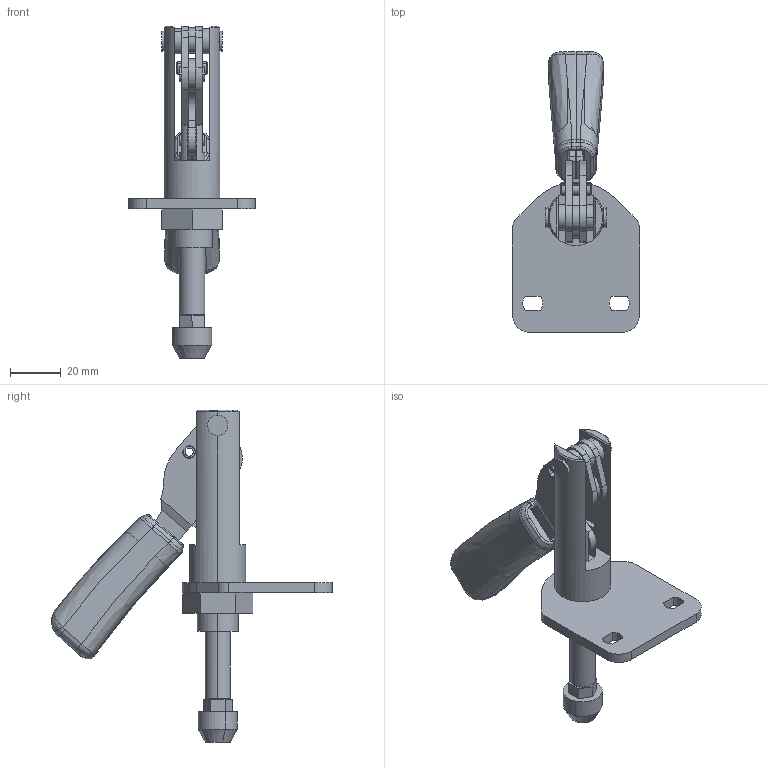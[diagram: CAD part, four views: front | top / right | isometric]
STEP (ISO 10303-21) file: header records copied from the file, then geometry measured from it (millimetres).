
FILE_DESCRIPTION (( 'STEP AP214' ), '1' );
FILE_NAME ('M60-2.STEP', '2023-08-26T07:06:38', ( '' ), ( '' ), 'SwSTEP 2.0', 'SolidWorks 2015', '' );
FILE_SCHEMA (( 'AUTOMOTIVE_DESIGN' ));
Length unit declared in the file: millimetre
Products named in the file (18): 2; M60D-2; 841-2-13 somun; 841-2-1 otomat govde; 841-2-7 kol halkasi; 841-2-12 somun; 841-2-2 mil; 841-2-10 lastik; 841-2-6 kol; M60-2; 841-2-9 civata; 841-2-4 baski ayi; 841-2-8 govde halkasi; 841-2-16 g¸vde percin; 841-2-5 kol; 841-2-14 mil percin; 841-2-17 yarikli pim; 841-2-15  kol percin
Assembly tree (18 placements, depth 2):
  M60-2
    841-2-1 otomat govde
    841-2-2 mil
    841-2-4 baski ayi
    841-2-5 kol
    841-2-6 kol
    841-2-7 kol halkasi
    841-2-8 govde halkasi  x2
    841-2-9 civata
    841-2-10 lastik
    841-2-12 somun
    841-2-13 somun
    841-2-14 mil percin
    841-2-15  kol percin
    841-2-16 g¸vde percin
    841-2-17 yarikli pim
    2
    M60D-2
Bounding box: 50 x 110.59 x 130.63 mm (x, y, z)
Volume: 63572.8 mm3; surface area: 36832.8 mm2
Topology: 18 solids, 18 shells, 321 faces, 755 edges, 474 vertices
Faces by surface type: plane 132, cylinder 95, bspline 75, cone 19
Entity records: 16418 total; most frequent: CARTESIAN_POINT 5600, ORIENTED_EDGE 1478, DIRECTION 1286, EDGE_CURVE 739, AXIS2_PLACEMENT_3D 468, VERTEX_POINT 466, EDGE_LOOP 367, VECTOR 350
